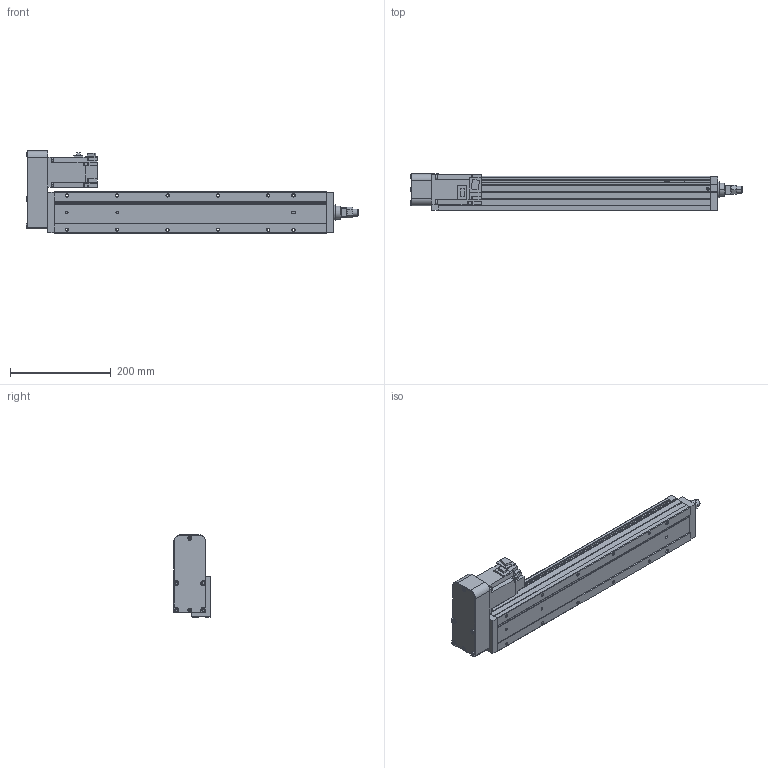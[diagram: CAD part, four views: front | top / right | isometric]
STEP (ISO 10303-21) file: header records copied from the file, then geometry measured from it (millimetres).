
FILE_DESCRIPTION (( 'STEP AP214' ), '1' );
FILE_NAME ('ETU08BL-16XLD-0350-XXXX.STEP', '2025-02-28T14:48:29', ( '' ), ( '' ), 'SwSTEP 2.0', 'SolidWorks 2022', '' );
FILE_SCHEMA (( 'AUTOMOTIVE_DESIGN' ));
Length unit declared in the file: millimetre
Products named in the file (10): ETU08-350MOTOR; ETU08-350BODY0; ETU08-350BODY1; ETU08-350ROD; ETU08-350SENSOR; ETU08-350BODY3; ETU08-350NUT; ETU08-350BODY2; ETU08BL-16XLD-0350-XXXX; FANG STICKER
Assembly tree (10 placements, depth 2):
  ETU08BL-16XLD-0350-XXXX
    ETU08-350BODY0
    ETU08-350BODY1
    ETU08-350BODY2
    ETU08-350BODY3
    ETU08-350MOTOR
    ETU08-350ROD
    ETU08-350NUT
    ETU08-350SENSOR  x2
    FANG STICKER
Bounding box: 659 x 74.3 x 163.8 mm (x, y, z)
Volume: 3262396.8 mm3; surface area: 386721.4 mm2
Topology: 10 solids, 10 shells, 917 faces, 2327 edges, 1502 vertices
Faces by surface type: plane 598, cylinder 211, cone 100, torus 8
Entity records: 27645 total; most frequent: CARTESIAN_POINT 4861, DIRECTION 4653, ORIENTED_EDGE 4578, EDGE_CURVE 2289, VECTOR 1721, LINE 1721, VERTEX_POINT 1482, AXIS2_PLACEMENT_3D 1466
